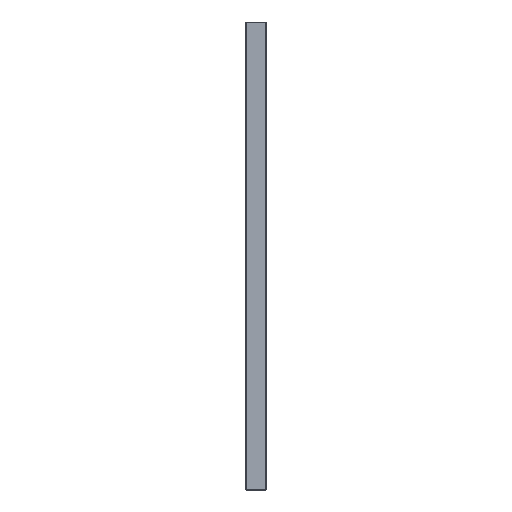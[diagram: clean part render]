
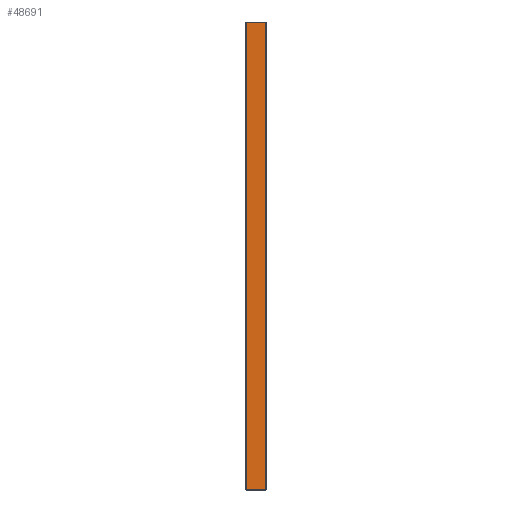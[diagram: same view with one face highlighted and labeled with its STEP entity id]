
A CAD part, front view. The second image highlights one B-rep face of the part: STEP entity #48691.
In plain terms, the highlighted planar face has unit normal (0, -1, 0).
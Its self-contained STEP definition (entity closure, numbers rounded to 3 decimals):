
#37153 = PLANE('',#37154);
#37154 = AXIS2_PLACEMENT_3D('',#37155,#37156,#37157);
#37155 = CARTESIAN_POINT('',(7.5,-15.45,0.05));
#37156 = DIRECTION('',(0.,0.707,0.707));
#37157 = DIRECTION('',(1.,0.,0.));
#37461 = PLANE('',#37462);
#37462 = AXIS2_PLACEMENT_3D('',#37463,#37464,#37465);
#37463 = CARTESIAN_POINT('',(7.5,-15.45,349.95));
#37464 = DIRECTION('',(0.,-0.707,
    0.707));
#37465 = DIRECTION('',(1.,0.,0.));
#37748 = PLANE('',#37749);
#37749 = AXIS2_PLACEMENT_3D('',#37750,#37751,#37752);
#37750 = CARTESIAN_POINT('',(-7.4,-15.4,0.));
#37751 = DIRECTION('',(-0.707,-0.707,
    0.));
#37752 = DIRECTION('',(0.,0.,1.));
#41717 = VERTEX_POINT('',#41718);
#41718 = CARTESIAN_POINT('',(7.4,-15.5,0.1));
#41739 = EDGE_CURVE('',#41717,#41740,#41742,.T.);
#41740 = VERTEX_POINT('',#41741);
#41741 = CARTESIAN_POINT('',(-7.3,-15.5,0.1));
#41742 = SURFACE_CURVE('',#41743,(#41747,#41754),.PCURVE_S1.);
#41743 = LINE('',#41744,#41745);
#41744 = CARTESIAN_POINT('',(7.5,-15.5,0.1));
#41745 = VECTOR('',#41746,1.);
#41746 = DIRECTION('',(-1.,0.,0.));
#41747 = PCURVE('',#37153,#41748);
#41748 = DEFINITIONAL_REPRESENTATION('',(#41749),#41753);
#41749 = LINE('',#41750,#41751);
#41750 = CARTESIAN_POINT('',(0.,-0.071));
#41751 = VECTOR('',#41752,1.);
#41752 = DIRECTION('',(-1.,0.));
#41753 = ( GEOMETRIC_REPRESENTATION_CONTEXT(2) 
PARAMETRIC_REPRESENTATION_CONTEXT() REPRESENTATION_CONTEXT('2D SPACE',''
  ) );
#41754 = PCURVE('',#41755,#41760);
#41755 = PLANE('',#41756);
#41756 = AXIS2_PLACEMENT_3D('',#41757,#41758,#41759);
#41757 = CARTESIAN_POINT('',(7.5,-15.5,0.));
#41758 = DIRECTION('',(0.,-1.,0.));
#41759 = DIRECTION('',(-1.,0.,0.));
#41760 = DEFINITIONAL_REPRESENTATION('',(#41761),#41765);
#41761 = LINE('',#41762,#41763);
#41762 = CARTESIAN_POINT('',(0.,-0.1));
#41763 = VECTOR('',#41764,1.);
#41764 = DIRECTION('',(1.,0.));
#41765 = ( GEOMETRIC_REPRESENTATION_CONTEXT(2) 
PARAMETRIC_REPRESENTATION_CONTEXT() REPRESENTATION_CONTEXT('2D SPACE',''
  ) );
#42032 = VERTEX_POINT('',#42033);
#42033 = CARTESIAN_POINT('',(7.4,-15.5,349.9));
#42054 = EDGE_CURVE('',#42032,#42055,#42057,.T.);
#42055 = VERTEX_POINT('',#42056);
#42056 = CARTESIAN_POINT('',(-7.3,-15.5,349.9));
#42057 = SURFACE_CURVE('',#42058,(#42062,#42069),.PCURVE_S1.);
#42058 = LINE('',#42059,#42060);
#42059 = CARTESIAN_POINT('',(7.5,-15.5,349.9));
#42060 = VECTOR('',#42061,1.);
#42061 = DIRECTION('',(-1.,0.,0.));
#42062 = PCURVE('',#37461,#42063);
#42063 = DEFINITIONAL_REPRESENTATION('',(#42064),#42068);
#42064 = LINE('',#42065,#42066);
#42065 = CARTESIAN_POINT('',(0.,-0.071));
#42066 = VECTOR('',#42067,1.);
#42067 = DIRECTION('',(-1.,0.));
#42068 = ( GEOMETRIC_REPRESENTATION_CONTEXT(2) 
PARAMETRIC_REPRESENTATION_CONTEXT() REPRESENTATION_CONTEXT('2D SPACE',''
  ) );
#42069 = PCURVE('',#41755,#42070);
#42070 = DEFINITIONAL_REPRESENTATION('',(#42071),#42075);
#42071 = LINE('',#42072,#42073);
#42072 = CARTESIAN_POINT('',(0.,-349.9));
#42073 = VECTOR('',#42074,1.);
#42074 = DIRECTION('',(1.,0.));
#42075 = ( GEOMETRIC_REPRESENTATION_CONTEXT(2) 
PARAMETRIC_REPRESENTATION_CONTEXT() REPRESENTATION_CONTEXT('2D SPACE',''
  ) );
#42211 = EDGE_CURVE('',#41740,#42055,#42212,.T.);
#42212 = SURFACE_CURVE('',#42213,(#42217,#42224),.PCURVE_S1.);
#42213 = LINE('',#42214,#42215);
#42214 = CARTESIAN_POINT('',(-7.3,-15.5,0.));
#42215 = VECTOR('',#42216,1.);
#42216 = DIRECTION('',(0.,0.,1.));
#42217 = PCURVE('',#37748,#42218);
#42218 = DEFINITIONAL_REPRESENTATION('',(#42219),#42223);
#42219 = LINE('',#42220,#42221);
#42220 = CARTESIAN_POINT('',(0.,-0.141));
#42221 = VECTOR('',#42222,1.);
#42222 = DIRECTION('',(1.,0.));
#42223 = ( GEOMETRIC_REPRESENTATION_CONTEXT(2) 
PARAMETRIC_REPRESENTATION_CONTEXT() REPRESENTATION_CONTEXT('2D SPACE',''
  ) );
#42224 = PCURVE('',#41755,#42225);
#42225 = DEFINITIONAL_REPRESENTATION('',(#42226),#42230);
#42226 = LINE('',#42227,#42228);
#42227 = CARTESIAN_POINT('',(14.8,0.));
#42228 = VECTOR('',#42229,1.);
#42229 = DIRECTION('',(0.,-1.));
#42230 = ( GEOMETRIC_REPRESENTATION_CONTEXT(2) 
PARAMETRIC_REPRESENTATION_CONTEXT() REPRESENTATION_CONTEXT('2D SPACE',''
  ) );
#48436 = PLANE('',#48437);
#48437 = AXIS2_PLACEMENT_3D('',#48438,#48439,#48440);
#48438 = CARTESIAN_POINT('',(7.45,-15.45,0.));
#48439 = DIRECTION('',(0.707,-0.707,0.));
#48440 = DIRECTION('',(0.,0.,1.));
#48691 = ADVANCED_FACE('',(#48692),#41755,.T.);
#48692 = FACE_BOUND('',#48693,.T.);
#48693 = EDGE_LOOP('',(#48694,#48715,#48716,#48717));
#48694 = ORIENTED_EDGE('',*,*,#48695,.T.);
#48695 = EDGE_CURVE('',#41717,#42032,#48696,.T.);
#48696 = SURFACE_CURVE('',#48697,(#48701,#48708),.PCURVE_S1.);
#48697 = LINE('',#48698,#48699);
#48698 = CARTESIAN_POINT('',(7.4,-15.5,0.));
#48699 = VECTOR('',#48700,1.);
#48700 = DIRECTION('',(0.,0.,1.));
#48701 = PCURVE('',#41755,#48702);
#48702 = DEFINITIONAL_REPRESENTATION('',(#48703),#48707);
#48703 = LINE('',#48704,#48705);
#48704 = CARTESIAN_POINT('',(0.1,0.));
#48705 = VECTOR('',#48706,1.);
#48706 = DIRECTION('',(0.,-1.));
#48707 = ( GEOMETRIC_REPRESENTATION_CONTEXT(2) 
PARAMETRIC_REPRESENTATION_CONTEXT() REPRESENTATION_CONTEXT('2D SPACE',''
  ) );
#48708 = PCURVE('',#48436,#48709);
#48709 = DEFINITIONAL_REPRESENTATION('',(#48710),#48714);
#48710 = LINE('',#48711,#48712);
#48711 = CARTESIAN_POINT('',(0.,0.071));
#48712 = VECTOR('',#48713,1.);
#48713 = DIRECTION('',(1.,0.));
#48714 = ( GEOMETRIC_REPRESENTATION_CONTEXT(2) 
PARAMETRIC_REPRESENTATION_CONTEXT() REPRESENTATION_CONTEXT('2D SPACE',''
  ) );
#48715 = ORIENTED_EDGE('',*,*,#42054,.T.);
#48716 = ORIENTED_EDGE('',*,*,#42211,.F.);
#48717 = ORIENTED_EDGE('',*,*,#41739,.F.);
